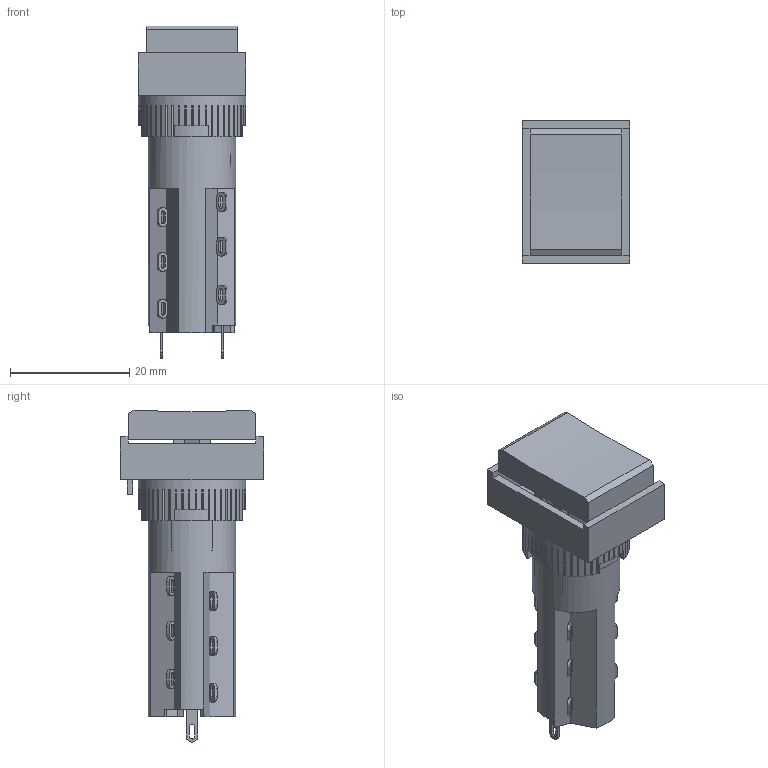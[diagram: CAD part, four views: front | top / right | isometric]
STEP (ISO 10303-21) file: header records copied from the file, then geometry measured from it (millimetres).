
FILE_DESCRIPTION((' '),'2;1');
FILE_NAME('D16xxT13xxxxxxx.stp','2017-07-26T15:01:20',(' '),(' '),' ','ACIS',' ');
FILE_SCHEMA(('CONFIG_CONTROL_DESIGN'));
Length unit declared in the file: inch
Products named in the file (1): D16xxT13xxxxxxx.stp
Bounding box: 18 x 24 x 55.68 mm (x, y, z)
Volume: 7496.3 mm3; surface area: 8384.9 mm2
Topology: 1 solids, 3 shells, 705 faces, 2056 edges, 1365 vertices
Faces by surface type: plane 520, cylinder 131, bspline 53, cone 1
Full cylindrical faces by diameter (mm): 3.2 x2, 3.5 x1, 8.4 x1, 14.7 x1, 18 x1
Entity records: 23719 total; most frequent: CARTESIAN_POINT 4840, ORIENTED_EDGE 4088, DIRECTION 3676, EDGE_CURVE 2045, VECTOR 1500, LINE 1500, VERTEX_POINT 1361, AXIS2_PLACEMENT_3D 1088
